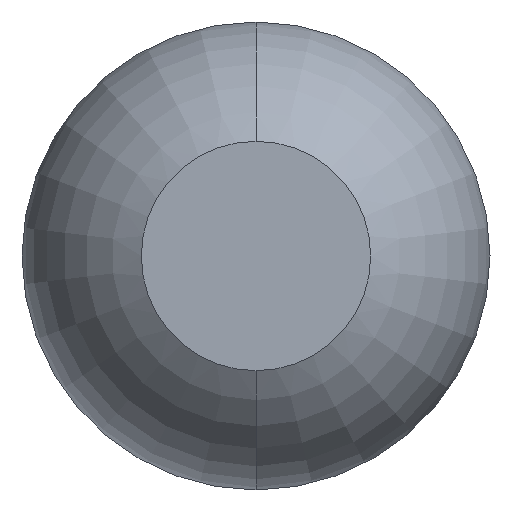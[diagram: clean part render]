
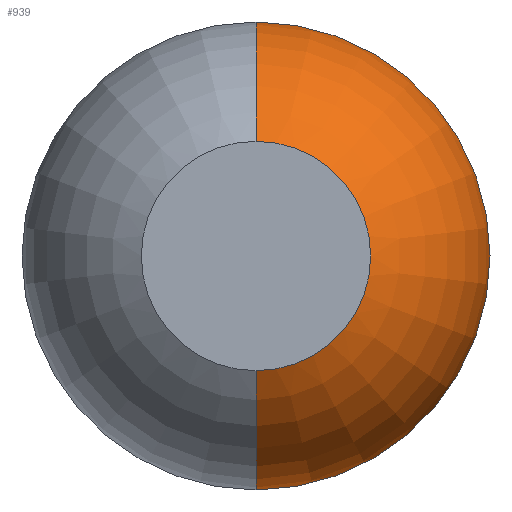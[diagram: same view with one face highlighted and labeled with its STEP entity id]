
A CAD part, front view. The second image highlights one B-rep face of the part: STEP entity #939.
In plain terms, the highlighted toroidal (fillet/blend) face has major radius 0.01 mm and minor radius 0.5 mm.
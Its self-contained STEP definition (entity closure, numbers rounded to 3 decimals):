
#305 = DIRECTION ( 'NONE',  ( 0., 1., 0. ) ) ;
#326 = ORIENTED_EDGE ( 'NONE', *, *, #448, .F. ) ;
#402 = CARTESIAN_POINT ( 'NONE',  ( 0., -27.4, -0.25 ) ) ;
#448 = EDGE_CURVE ( 'NONE', #675, #2508, #910, .T. ) ;
#517 = ORIENTED_EDGE ( 'NONE', *, *, #782, .F. ) ;
#675 = VERTEX_POINT ( 'NONE', #1000 ) ;
#782 = EDGE_CURVE ( 'Defeature ausgef�hrt1_6+Defeature ausgef�hrt1_5+Defeature ausgef�hrt1_5+Defeature ausgef�hrt1_5', #2508, #3415, #4092, .T. ) ;
#815 = CARTESIAN_POINT ( 'NONE',  ( 0., -26.961, -0.51 ) ) ;
#822 = DIRECTION ( 'NONE',  ( 0., -1., 0. ) ) ;
#910 = CIRCLE ( 'NONE', #3589, 0.5 ) ;
#939 = ADVANCED_FACE ( 'Defeature ausgef�hrt1_5', ( #1008 ), #2643, .T. ) ;
#1000 = CARTESIAN_POINT ( 'NONE',  ( 0., -27.4, 0.25 ) ) ;
#1008 = FACE_OUTER_BOUND ( 'NONE', #1076, .T. ) ;
#1018 = AXIS2_PLACEMENT_3D ( 'NONE', #1589, #305, #1888 ) ;
#1069 = DIRECTION ( 'NONE',  ( 1., 0., 0. ) ) ;
#1076 = EDGE_LOOP ( 'NONE', ( #1821, #3559, #517, #326 ) ) ;
#1113 = DIRECTION ( 'NONE',  ( 0., 0., 1. ) ) ;
#1176 = DIRECTION ( 'NONE',  ( 0., 0., -1. ) ) ;
#1392 = EDGE_CURVE ( 'NONE', #2849, #3415, #3989, .T. ) ;
#1433 = AXIS2_PLACEMENT_3D ( 'NONE', #2720, #822, #1176 ) ;
#1589 = CARTESIAN_POINT ( 'NONE',  ( 0., -26.961, 0. ) ) ;
#1680 = CARTESIAN_POINT ( 'NONE',  ( 0., -26.961, -0.01 ) ) ;
#1755 = AXIS2_PLACEMENT_3D ( 'NONE', #3316, #2677, #3628 ) ;
#1821 = ORIENTED_EDGE ( 'NONE', *, *, #2593, .F. ) ;
#1888 = DIRECTION ( 'NONE',  ( 0., 0., 1. ) ) ;
#2042 = CARTESIAN_POINT ( 'NONE',  ( 0., -26.961, 0.51 ) ) ;
#2508 = VERTEX_POINT ( 'NONE', #2042 ) ;
#2593 = EDGE_CURVE ( 'Defeature ausgef�hrt1_12+Defeature ausgef�hrt1_5+Defeature ausgef�hrt1_5+Defeature ausgef�hrt1_5', #2849, #675, #3007, .T. ) ;
#2643 = TOROIDAL_SURFACE ( 'NONE', #1018, 0.01, 0.5 ) ;
#2677 = DIRECTION ( 'NONE',  ( 0., 1., 0. ) ) ;
#2700 = AXIS2_PLACEMENT_3D ( 'NONE', #1680, #1069, #2945 ) ;
#2720 = CARTESIAN_POINT ( 'NONE',  ( 0., -27.4, 0. ) ) ;
#2849 = VERTEX_POINT ( 'NONE', #402 ) ;
#2945 = DIRECTION ( 'NONE',  ( 0., 0., -1. ) ) ;
#3007 = CIRCLE ( 'NONE', #1433, 0.25 ) ;
#3040 = DIRECTION ( 'NONE',  ( -1., 0., 0. ) ) ;
#3082 = CARTESIAN_POINT ( 'NONE',  ( 0., -26.961, 0.01 ) ) ;
#3316 = CARTESIAN_POINT ( 'NONE',  ( 0., -26.961, 0. ) ) ;
#3415 = VERTEX_POINT ( 'NONE', #815 ) ;
#3559 = ORIENTED_EDGE ( 'NONE', *, *, #1392, .T. ) ;
#3589 = AXIS2_PLACEMENT_3D ( 'NONE', #3082, #3040, #1113 ) ;
#3628 = DIRECTION ( 'NONE',  ( 0., 0., 1. ) ) ;
#3989 = CIRCLE ( 'NONE', #2700, 0.5 ) ;
#4092 = CIRCLE ( 'NONE', #1755, 0.51 ) ;
